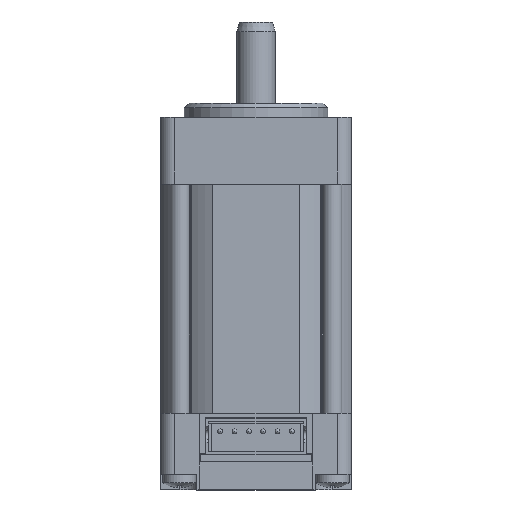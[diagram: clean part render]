
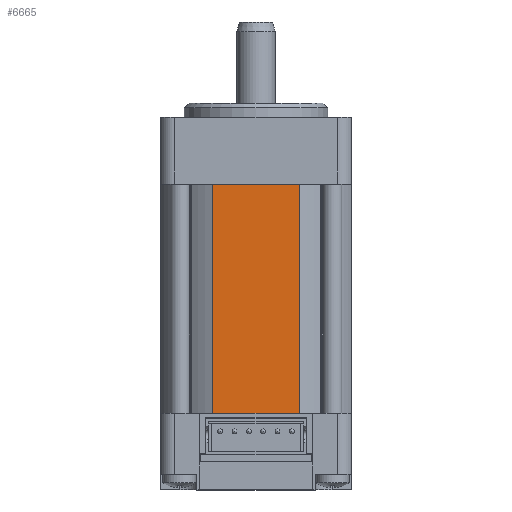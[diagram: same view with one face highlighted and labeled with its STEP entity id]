
A CAD part, top view. The second image highlights one B-rep face of the part: STEP entity #6665.
In plain terms, the highlighted planar face has unit normal (0, 0, 1).
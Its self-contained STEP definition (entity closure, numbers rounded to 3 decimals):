
#1080 = CARTESIAN_POINT ( 'NONE',  ( 4.583, 8., 10. ) ) ;
#1086 = DIRECTION ( 'NONE',  ( 1., 0., 0. ) ) ;
#1180 = CARTESIAN_POINT ( 'NONE',  ( 4.583, 32., 10. ) ) ;
#1181 = DIRECTION ( 'NONE',  ( 1., 0., 0. ) ) ;
#1304 = CARTESIAN_POINT ( 'NONE',  ( -4.583, 8., 10. ) ) ;
#1308 = CARTESIAN_POINT ( 'NONE',  ( 4.583, 8., 10. ) ) ;
#1314 = CARTESIAN_POINT ( 'NONE',  ( -4.583, 32., 10. ) ) ;
#1316 = CARTESIAN_POINT ( 'NONE',  ( 4.583, 32., 10. ) ) ;
#1586 = EDGE_CURVE ( 'NONE', #3302, #3306, #4134, .T. ) ;
#1625 = EDGE_CURVE ( 'NONE', #3312, #3314, #4192, .T. ) ;
#1682 = EDGE_LOOP ( 'NONE', ( #2191, #2147, #1939, #1938 ) ) ;
#1938 = ORIENTED_EDGE ( 'NONE', *, *, #4745, .T. ) ;
#1939 = ORIENTED_EDGE ( 'NONE', *, *, #1625, .F. ) ;
#2147 = ORIENTED_EDGE ( 'NONE', *, *, #4789, .F. ) ;
#2191 = ORIENTED_EDGE ( 'NONE', *, *, #1586, .T. ) ;
#3302 = VERTEX_POINT ( 'NONE', #1304 ) ;
#3306 = VERTEX_POINT ( 'NONE', #1308 ) ;
#3312 = VERTEX_POINT ( 'NONE', #1314 ) ;
#3314 = VERTEX_POINT ( 'NONE', #1316 ) ;
#3548 = CARTESIAN_POINT ( 'NONE',  ( -4.583, 32., 10. ) ) ;
#3549 = DIRECTION ( 'NONE',  ( 0., -1., 0. ) ) ;
#3656 = CARTESIAN_POINT ( 'NONE',  ( 4.583, 32., 10. ) ) ;
#3671 = DIRECTION ( 'NONE',  ( 0., -1., 0. ) ) ;
#4134 = LINE ( 'NONE', #1080, #4139 ) ;
#4139 = VECTOR ( 'NONE', #1086, 1000. ) ;
#4192 = LINE ( 'NONE', #1180, #4194 ) ;
#4194 = VECTOR ( 'NONE', #1181, 1000. ) ;
#4745 = EDGE_CURVE ( 'NONE', #3312, #3302, #5528, .T. ) ;
#4789 = EDGE_CURVE ( 'NONE', #3314, #3306, #5582, .T. ) ;
#5528 = LINE ( 'NONE', #3548, #5531 ) ;
#5531 = VECTOR ( 'NONE', #3549, 1000. ) ;
#5582 = LINE ( 'NONE', #3656, #5588 ) ;
#5588 = VECTOR ( 'NONE', #3671, 1000. ) ;
#6665 = ADVANCED_FACE ( 'NONE', ( #8106 ), #9179, .F. ) ;
#7180 = AXIS2_PLACEMENT_3D ( 'NONE', #9205, #9206, #9207 ) ;
#8106 = FACE_OUTER_BOUND ( 'NONE', #1682, .T. ) ;
#9179 = PLANE ( 'NONE',  #7180 ) ;
#9205 = CARTESIAN_POINT ( 'NONE',  ( 4.583, 32., 10. ) ) ;
#9206 = DIRECTION ( 'NONE',  ( 0., 0., -1. ) ) ;
#9207 = DIRECTION ( 'NONE',  ( -1., 0., 0. ) ) ;
